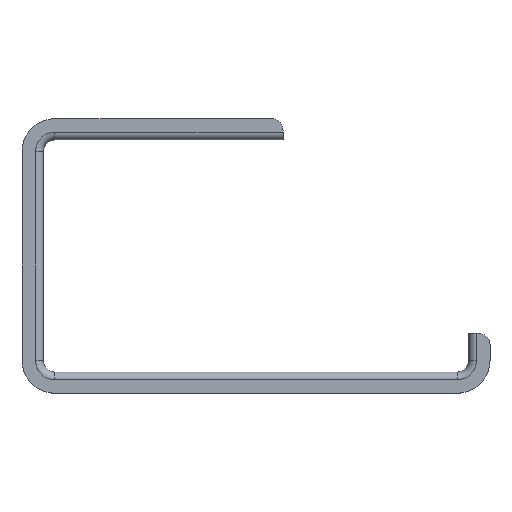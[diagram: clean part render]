
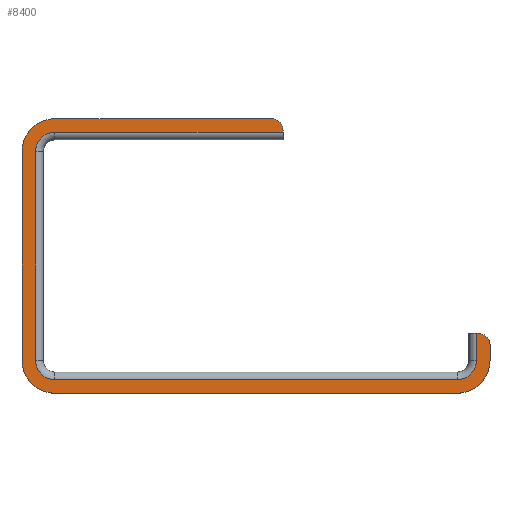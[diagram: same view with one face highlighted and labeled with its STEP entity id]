
A CAD part, top view. The second image highlights one B-rep face of the part: STEP entity #8400.
In plain terms, the highlighted planar face has unit normal (0, 0, 1).
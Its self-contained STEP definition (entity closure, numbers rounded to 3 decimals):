
#1982=DIRECTION('',(1.,0.,0.));
#1983=VECTOR('',#1982,208.);
#1984=CARTESIAN_POINT('',(-104.,-64.,11.));
#1985=LINE('',#1984,#1983);
#2005=DIRECTION('',(0.,1.,0.));
#2006=VECTOR('',#2005,14.);
#2007=CARTESIAN_POINT('',(114.,-54.,11.));
#2008=LINE('',#2007,#2006);
#2009=CARTESIAN_POINT('',(104.,-54.,11.));
#2010=DIRECTION('',(0.,0.,-1.));
#2011=DIRECTION('',(1.,0.,0.));
#2012=AXIS2_PLACEMENT_3D('',#2009,#2010,#2011);
#2014=DIRECTION('',(-1.,0.,0.));
#2015=VECTOR('',#2014,1.);
#2016=CARTESIAN_POINT('',(115.,-40.,11.));
#2017=LINE('',#2016,#2015);
#2018=CARTESIAN_POINT('',(115.,-46.,11.));
#2019=DIRECTION('',(0.,0.,1.));
#2020=DIRECTION('',(1.,0.,0.));
#2021=AXIS2_PLACEMENT_3D('',#2018,#2019,#2020);
#2023=CARTESIAN_POINT('',(104.,-54.,11.));
#2024=DIRECTION('',(0.,0.,1.));
#2025=DIRECTION('',(0.,-1.,0.));
#2026=AXIS2_PLACEMENT_3D('',#2023,#2024,#2025);
#2028=CARTESIAN_POINT('',(-104.,-54.,11.));
#2029=DIRECTION('',(0.,0.,1.));
#2030=DIRECTION('',(-1.,0.,0.));
#2031=AXIS2_PLACEMENT_3D('',#2028,#2029,#2030);
#2033=CARTESIAN_POINT('',(-104.,54.,11.));
#2034=DIRECTION('',(0.,0.,1.));
#2035=DIRECTION('',(0.,1.,0.));
#2036=AXIS2_PLACEMENT_3D('',#2033,#2034,#2035);
#2038=CARTESIAN_POINT('',(8.,65.,11.));
#2039=DIRECTION('',(0.,0.,1.));
#2040=DIRECTION('',(1.,0.,0.));
#2041=AXIS2_PLACEMENT_3D('',#2038,#2039,#2040);
#2043=DIRECTION('',(0.,1.,0.));
#2044=VECTOR('',#2043,1.);
#2045=CARTESIAN_POINT('',(14.,64.,11.));
#2046=LINE('',#2045,#2044);
#2047=CARTESIAN_POINT('',(-104.,54.,11.));
#2048=DIRECTION('',(0.,0.,-1.));
#2049=DIRECTION('',(-1.,0.,0.));
#2050=AXIS2_PLACEMENT_3D('',#2047,#2048,#2049);
#2052=CARTESIAN_POINT('',(-104.,-54.,11.));
#2053=DIRECTION('',(0.,0.,-1.));
#2054=DIRECTION('',(0.,-1.,0.));
#2055=AXIS2_PLACEMENT_3D('',#2052,#2053,#2054);
#2065=DIRECTION('',(0.,-1.,0.));
#2066=VECTOR('',#2065,8.);
#2067=CARTESIAN_POINT('',(121.,-46.,11.));
#2068=LINE('',#2067,#2066);
#2077=DIRECTION('',(-1.,0.,0.));
#2078=VECTOR('',#2077,208.);
#2079=CARTESIAN_POINT('',(104.,-71.,11.));
#2080=LINE('',#2079,#2078);
#2089=DIRECTION('',(0.,1.,0.));
#2090=VECTOR('',#2089,108.);
#2091=CARTESIAN_POINT('',(-121.,-54.,11.));
#2092=LINE('',#2091,#2090);
#2101=DIRECTION('',(1.,0.,0.));
#2102=VECTOR('',#2101,112.);
#2103=CARTESIAN_POINT('',(-104.,71.,11.));
#2104=LINE('',#2103,#2102);
#2117=DIRECTION('',(-1.,0.,0.));
#2118=VECTOR('',#2117,118.);
#2119=CARTESIAN_POINT('',(14.,64.,11.));
#2120=LINE('',#2119,#2118);
#2140=DIRECTION('',(0.,-1.,0.));
#2141=VECTOR('',#2140,108.);
#2142=CARTESIAN_POINT('',(-114.,54.,11.));
#2143=LINE('',#2142,#2141);
#5420=CARTESIAN_POINT('',(-104.,-71.,11.));
#5421=VERTEX_POINT('',#5420);
#5422=CARTESIAN_POINT('',(-121.,-54.,11.));
#5423=VERTEX_POINT('',#5422);
#5462=CARTESIAN_POINT('',(-104.,-64.,11.));
#5463=VERTEX_POINT('',#5462);
#5464=CARTESIAN_POINT('',(-114.,-54.,11.));
#5465=VERTEX_POINT('',#5464);
#5475=CARTESIAN_POINT('',(104.,-71.,11.));
#5476=VERTEX_POINT('',#5475);
#5477=CARTESIAN_POINT('',(104.,-64.,11.));
#5478=VERTEX_POINT('',#5477);
#6128=CARTESIAN_POINT('',(-104.,71.,11.));
#6130=VERTEX_POINT('',#6128);
#6134=CARTESIAN_POINT('',(-121.,54.,11.));
#6135=VERTEX_POINT('',#6134);
#6137=CARTESIAN_POINT('',(8.,71.,11.));
#6139=VERTEX_POINT('',#6137);
#6140=CARTESIAN_POINT('',(14.,65.,11.));
#6141=VERTEX_POINT('',#6140);
#6144=CARTESIAN_POINT('',(14.,64.,11.));
#6145=VERTEX_POINT('',#6144);
#6146=CARTESIAN_POINT('',(-104.,64.,11.));
#6147=VERTEX_POINT('',#6146);
#6148=CARTESIAN_POINT('',(-114.,54.,11.));
#6149=VERTEX_POINT('',#6148);
#6394=CARTESIAN_POINT('',(114.,-40.,11.));
#6395=VERTEX_POINT('',#6394);
#6396=CARTESIAN_POINT('',(115.,-40.,11.));
#6397=VERTEX_POINT('',#6396);
#6408=CARTESIAN_POINT('',(121.,-46.,11.));
#6409=VERTEX_POINT('',#6408);
#6422=CARTESIAN_POINT('',(121.,-54.,11.));
#6423=VERTEX_POINT('',#6422);
#6426=CARTESIAN_POINT('',(114.,-54.,11.));
#6428=VERTEX_POINT('',#6426);
#8363=CARTESIAN_POINT('',(-14.,-64.,11.));
#8364=DIRECTION('',(0.,0.,1.));
#8365=DIRECTION('',(0.,-1.,0.));
#8366=AXIS2_PLACEMENT_3D('',#8363,#8364,#8365);
#8367=PLANE('',#8366);
#8368=ORIENTED_EDGE('',*,*,#8345,.F.);
#8369=ORIENTED_EDGE('',*,*,#8358,.T.);
#8370=ORIENTED_EDGE('',*,*,#7315,.F.);
#8372=ORIENTED_EDGE('',*,*,#8371,.F.);
#8374=ORIENTED_EDGE('',*,*,#8373,.T.);
#8376=ORIENTED_EDGE('',*,*,#8375,.F.);
#8378=ORIENTED_EDGE('',*,*,#8377,.T.);
#8380=ORIENTED_EDGE('',*,*,#8379,.F.);
#8382=ORIENTED_EDGE('',*,*,#8381,.T.);
#8384=ORIENTED_EDGE('',*,*,#8383,.F.);
#8386=ORIENTED_EDGE('',*,*,#8385,.T.);
#8388=ORIENTED_EDGE('',*,*,#8387,.F.);
#8389=ORIENTED_EDGE('',*,*,#6548,.F.);
#8391=ORIENTED_EDGE('',*,*,#8390,.T.);
#8393=ORIENTED_EDGE('',*,*,#8392,.F.);
#8395=ORIENTED_EDGE('',*,*,#8394,.T.);
#8396=ORIENTED_EDGE('',*,*,#8314,.F.);
#8397=ORIENTED_EDGE('',*,*,#8331,.T.);
#8398=EDGE_LOOP('',(#8368,#8369,#8370,#8372,#8374,#8376,#8378,#8380,#8382,#8384,
#8386,#8388,#8389,#8391,#8393,#8395,#8396,#8397));
#8399=FACE_OUTER_BOUND('',#8398,.F.);
#8400=ADVANCED_FACE('',(#8399),#8367,.T.);
#2013=CIRCLE('',#2012,10.);
#2022=CIRCLE('',#2021,6.);
#2027=CIRCLE('',#2026,17.);
#2032=CIRCLE('',#2031,17.);
#2037=CIRCLE('',#2036,17.);
#2042=CIRCLE('',#2041,6.);
#2051=CIRCLE('',#2050,10.);
#2056=CIRCLE('',#2055,10.);
#6548=EDGE_CURVE('',#6145,#6141,#2046,.T.);
#7315=EDGE_CURVE('',#6397,#6395,#2017,.T.);
#8314=EDGE_CURVE('',#5463,#5465,#2056,.T.);
#8331=EDGE_CURVE('',#5463,#5478,#1985,.T.);
#8345=EDGE_CURVE('',#6428,#5478,#2013,.T.);
#8358=EDGE_CURVE('',#6428,#6395,#2008,.T.);
#8371=EDGE_CURVE('',#6409,#6397,#2022,.T.);
#8373=EDGE_CURVE('',#6409,#6423,#2068,.T.);
#8375=EDGE_CURVE('',#5476,#6423,#2027,.T.);
#8377=EDGE_CURVE('',#5476,#5421,#2080,.T.);
#8379=EDGE_CURVE('',#5423,#5421,#2032,.T.);
#8381=EDGE_CURVE('',#5423,#6135,#2092,.T.);
#8383=EDGE_CURVE('',#6130,#6135,#2037,.T.);
#8385=EDGE_CURVE('',#6130,#6139,#2104,.T.);
#8387=EDGE_CURVE('',#6141,#6139,#2042,.T.);
#8390=EDGE_CURVE('',#6145,#6147,#2120,.T.);
#8392=EDGE_CURVE('',#6149,#6147,#2051,.T.);
#8394=EDGE_CURVE('',#6149,#5465,#2143,.T.);
